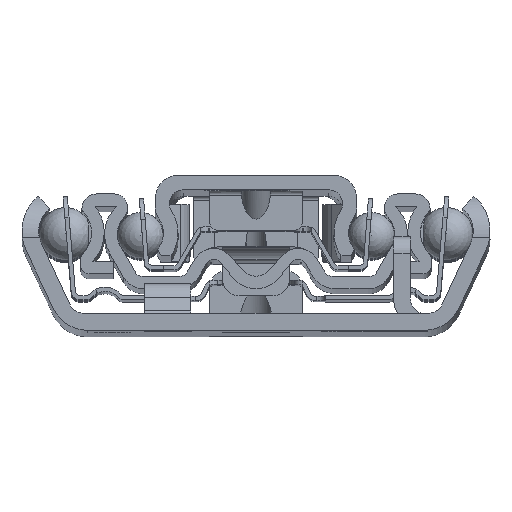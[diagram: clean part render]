
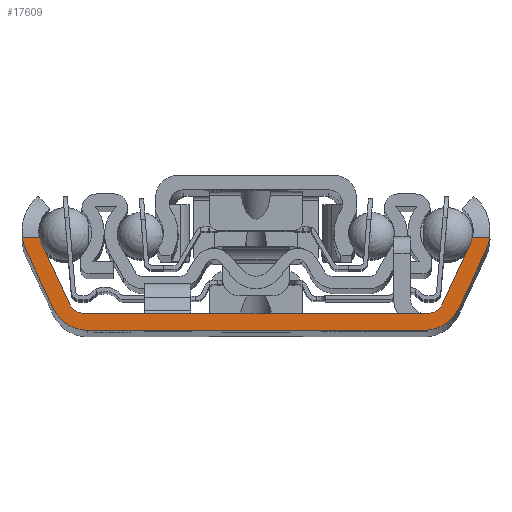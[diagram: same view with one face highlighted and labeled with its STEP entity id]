
A CAD part, top view. The second image highlights one B-rep face of the part: STEP entity #17609.
In plain terms, the highlighted planar face has unit normal (0, 0, 1).
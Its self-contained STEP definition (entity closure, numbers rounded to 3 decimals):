
#301=PLANE('',#24984);
#1816=FACE_OUTER_BOUND('',#3070,.T.);
#3070=EDGE_LOOP('',(#11192,#11193,#11194,#11195,#11196,#11197,#11198,#11199,
#11200,#11201,#11202,#11203,#11204,#11205,#11206,#11207));
#4616=VERTEX_POINT('',#36334);
#4617=VERTEX_POINT('',#36336);
#4651=VERTEX_POINT('',#36432);
#4652=VERTEX_POINT('',#36433);
#4751=VERTEX_POINT('',#36776);
#4753=VERTEX_POINT('',#36791);
#4755=VERTEX_POINT('',#36805);
#4757=VERTEX_POINT('',#36818);
#4758=VERTEX_POINT('',#36833);
#4764=VERTEX_POINT('',#36858);
#4765=VERTEX_POINT('',#36860);
#4766=VERTEX_POINT('',#36863);
#4767=VERTEX_POINT('',#36865);
#4768=VERTEX_POINT('',#36868);
#4769=VERTEX_POINT('',#36870);
#4770=VERTEX_POINT('',#36873);
#7040=EDGE_CURVE('',#4616,#4617,#20284,.T.);
#7077=EDGE_CURVE('',#4651,#4652,#20310,.T.);
#7251=EDGE_CURVE('',#4751,#4753,#20440,.T.);
#7255=EDGE_CURVE('',#4755,#4757,#20441,.T.);
#7256=EDGE_CURVE('',#4755,#4758,#18910,.T.);
#7264=EDGE_CURVE('',#4764,#4757,#18912,.T.);
#7265=EDGE_CURVE('',#4765,#4764,#20446,.T.);
#7266=EDGE_CURVE('',#4617,#4765,#18913,.T.);
#7267=EDGE_CURVE('',#4766,#4616,#18914,.T.);
#7268=EDGE_CURVE('',#4767,#4766,#20447,.T.);
#7269=EDGE_CURVE('',#4751,#4767,#18915,.T.);
#7270=EDGE_CURVE('',#4768,#4753,#18916,.T.);
#7271=EDGE_CURVE('',#4769,#4768,#20448,.T.);
#7272=EDGE_CURVE('',#4652,#4769,#18917,.T.);
#7273=EDGE_CURVE('',#4770,#4651,#18918,.T.);
#7274=EDGE_CURVE('',#4758,#4770,#20449,.T.);
#11192=ORIENTED_EDGE('',*,*,#7255,.T.);
#11193=ORIENTED_EDGE('',*,*,#7264,.F.);
#11194=ORIENTED_EDGE('',*,*,#7265,.F.);
#11195=ORIENTED_EDGE('',*,*,#7266,.F.);
#11196=ORIENTED_EDGE('',*,*,#7040,.F.);
#11197=ORIENTED_EDGE('',*,*,#7267,.F.);
#11198=ORIENTED_EDGE('',*,*,#7268,.F.);
#11199=ORIENTED_EDGE('',*,*,#7269,.F.);
#11200=ORIENTED_EDGE('',*,*,#7251,.T.);
#11201=ORIENTED_EDGE('',*,*,#7270,.F.);
#11202=ORIENTED_EDGE('',*,*,#7271,.F.);
#11203=ORIENTED_EDGE('',*,*,#7272,.F.);
#11204=ORIENTED_EDGE('',*,*,#7077,.F.);
#11205=ORIENTED_EDGE('',*,*,#7273,.F.);
#11206=ORIENTED_EDGE('',*,*,#7274,.F.);
#11207=ORIENTED_EDGE('',*,*,#7256,.F.);
#17609=ADVANCED_FACE('',(#1816),#301,.T.);
#18910=CIRCLE('',#24980,3.5);
#18912=CIRCLE('',#24985,5.5);
#18913=CIRCLE('',#24986,4.5);
#18914=CIRCLE('',#24987,4.5);
#18915=CIRCLE('',#24988,5.5);
#18916=CIRCLE('',#24989,3.5);
#18917=CIRCLE('',#24990,2.);
#18918=CIRCLE('',#24991,2.);
#20284=LINE('',#36337,#22514);
#20310=LINE('',#36434,#22540);
#20440=LINE('',#36802,#22670);
#20441=LINE('',#36831,#22671);
#20446=LINE('',#36861,#22676);
#20447=LINE('',#36866,#22677);
#20448=LINE('',#36871,#22678);
#20449=LINE('',#36875,#22679);
#22514=VECTOR('',#27834,40.199);
#22540=VECTOR('',#27884,40.836);
#22670=VECTOR('',#28244,2.034);
#22671=VECTOR('',#28249,2.034);
#22676=VECTOR('',#28268,7.588);
#22677=VECTOR('',#28273,7.588);
#22678=VECTOR('',#28278,7.907);
#22679=VECTOR('',#28283,7.907);
#24980=AXIS2_PLACEMENT_3D('',#36834,#28252,#28253);
#24984=AXIS2_PLACEMENT_3D('',#36857,#28264,#28265);
#24985=AXIS2_PLACEMENT_3D('',#36859,#28266,#28267);
#24986=AXIS2_PLACEMENT_3D('',#36862,#28269,#28270);
#24987=AXIS2_PLACEMENT_3D('',#36864,#28271,#28272);
#24988=AXIS2_PLACEMENT_3D('',#36867,#28274,#28275);
#24989=AXIS2_PLACEMENT_3D('',#36869,#28276,#28277);
#24990=AXIS2_PLACEMENT_3D('',#36872,#28279,#28280);
#24991=AXIS2_PLACEMENT_3D('',#36874,#28281,#28282);
#27834=DIRECTION('',(-1.,0.,0.));
#27884=DIRECTION('',(1.,0.,0.));
#28244=DIRECTION('',(-1.,0.,0.));
#28249=DIRECTION('',(-1.,0.,0.));
#28252=DIRECTION('center_axis',(0.,0.,1.));
#28253=DIRECTION('ref_axis',(0.643,-0.766,0.));
#28264=DIRECTION('center_axis',(0.,0.,1.));
#28265=DIRECTION('ref_axis',(1.,0.,0.));
#28266=DIRECTION('center_axis',(0.,0.,-1.));
#28267=DIRECTION('ref_axis',(-0.646,0.764,0.));
#28268=DIRECTION('',(-0.423,0.906,0.));
#28269=DIRECTION('center_axis',(0.,0.,-1.));
#28270=DIRECTION('ref_axis',(-0.906,-0.423,0.));
#28271=DIRECTION('center_axis',(0.,0.,-1.));
#28272=DIRECTION('ref_axis',(0.,-1.,0.));
#28273=DIRECTION('',(-0.423,-0.906,0.));
#28274=DIRECTION('center_axis',(0.,0.,-1.));
#28275=DIRECTION('ref_axis',(0.906,-0.423,0.));
#28276=DIRECTION('center_axis',(0.,0.,1.));
#28277=DIRECTION('ref_axis',(-0.906,0.423,0.));
#28278=DIRECTION('',(0.423,0.906,0.));
#28279=DIRECTION('center_axis',(0.,0.,1.));
#28280=DIRECTION('ref_axis',(0.,1.,0.));
#28281=DIRECTION('center_axis',(0.,0.,1.));
#28282=DIRECTION('ref_axis',(0.906,0.423,0.));
#28283=DIRECTION('',(0.423,-0.906,0.));
#36334=CARTESIAN_POINT('',(20.099,0.,450.));
#36336=CARTESIAN_POINT('',(-20.099,0.,450.));
#36337=CARTESIAN_POINT('',(-20.099,0.,450.));
#36432=CARTESIAN_POINT('',(-20.418,2.,450.));
#36433=CARTESIAN_POINT('',(20.418,2.,450.));
#36434=CARTESIAN_POINT('',(20.418,2.,450.));
#36776=CARTESIAN_POINT('',(27.842,11.,450.));
#36791=CARTESIAN_POINT('',(25.807,11.,450.));
#36802=CARTESIAN_POINT('',(0.,11.,450.));
#36805=CARTESIAN_POINT('',(-25.807,11.,450.));
#36818=CARTESIAN_POINT('',(-27.842,11.,450.));
#36831=CARTESIAN_POINT('',(0.,11.,450.));
#36833=CARTESIAN_POINT('',(-25.572,10.321,450.));
#36834=CARTESIAN_POINT('Origin',(-22.4,11.8,450.));
#36857=CARTESIAN_POINT('Origin',(0.,4.283,
450.));
#36858=CARTESIAN_POINT('',(-27.385,9.476,450.));
#36859=CARTESIAN_POINT('Origin',(-22.4,11.8,450.));
#36860=CARTESIAN_POINT('',(-24.178,2.598,450.));
#36861=CARTESIAN_POINT('',(-27.385,9.476,450.));
#36862=CARTESIAN_POINT('Origin',(-20.099,4.5,450.));
#36863=CARTESIAN_POINT('',(24.178,2.598,450.));
#36864=CARTESIAN_POINT('Origin',(20.099,4.5,450.));
#36865=CARTESIAN_POINT('',(27.385,9.476,450.));
#36866=CARTESIAN_POINT('',(24.178,2.598,450.));
#36867=CARTESIAN_POINT('Origin',(22.4,11.8,450.));
#36868=CARTESIAN_POINT('',(25.572,10.321,450.));
#36869=CARTESIAN_POINT('Origin',(22.4,11.8,450.));
#36870=CARTESIAN_POINT('',(22.23,3.155,450.));
#36871=CARTESIAN_POINT('',(25.572,10.321,450.));
#36872=CARTESIAN_POINT('Origin',(20.418,4.,450.));
#36873=CARTESIAN_POINT('',(-22.23,3.155,450.));
#36874=CARTESIAN_POINT('Origin',(-20.418,4.,450.));
#36875=CARTESIAN_POINT('',(-22.23,3.155,450.));
